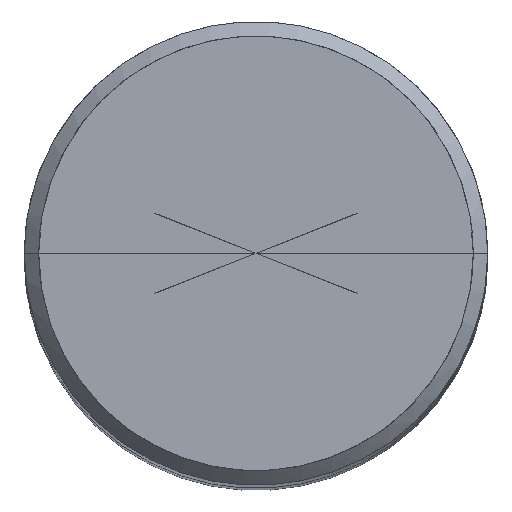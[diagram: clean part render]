
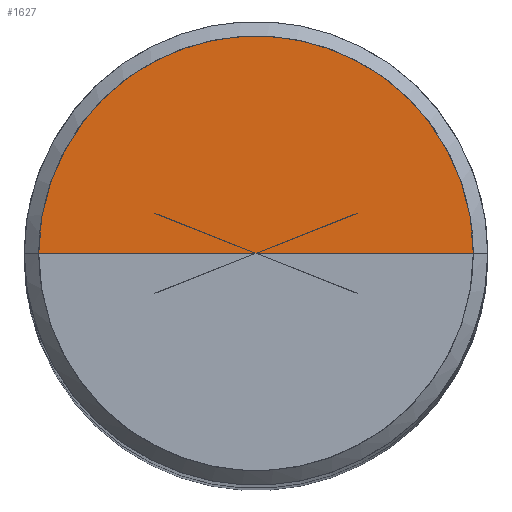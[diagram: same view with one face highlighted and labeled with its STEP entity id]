
A CAD part, top view. The second image highlights one B-rep face of the part: STEP entity #1627.
In plain terms, the highlighted free-form (B-spline) face has degree [1, 2] with [2, 5] control points.
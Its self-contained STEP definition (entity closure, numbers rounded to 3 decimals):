
#1407=CARTESIAN_POINT('',(7.5,0.0,56.0));
#1408=CARTESIAN_POINT('',(7.5,7.5,56.0));
#1409=CARTESIAN_POINT('',(0.0,7.5,56.0));
#1410=CARTESIAN_POINT('',(-7.5,7.5,56.0));
#1411=CARTESIAN_POINT('',(-7.5,0.0,56.0));
#1412=CARTESIAN_POINT('',(0.0,0.0,56.0));
#1612=(
BOUNDED_SURFACE()
B_SPLINE_SURFACE(1,2,(
(#1407,#1408,#1409,#1410,#1411),
(#1412,#1412,#1412,#1412,#1412)
), .UNSPECIFIED.,.F.,.F.,.F.)
B_SPLINE_SURFACE_WITH_KNOTS((2,2),(3,2,3),(
0.0,1.0),(
0.0,0.5,1.0), .UNSPECIFIED.)
GEOMETRIC_REPRESENTATION_ITEM()
RATIONAL_B_SPLINE_SURFACE(((1.0,0.707,1.0,0.707,1.0),
(1.0,0.707,1.0,0.707,1.0)
))
REPRESENTATION_ITEM('')
SURFACE()
);
#1613=(
BOUNDED_CURVE()
B_SPLINE_CURVE(2,(#1411,#1410,#1409,#1408,#1407),.UNSPECIFIED.,.F.,.F.)
B_SPLINE_CURVE_WITH_KNOTS((3,2,3),
(0.0,0.5,1.0),.UNSPECIFIED.)
CURVE()
GEOMETRIC_REPRESENTATION_ITEM()
RATIONAL_B_SPLINE_CURVE((1.0,0.707,1.0,0.707,1.0))
REPRESENTATION_ITEM('')
);
#1614=(
BOUNDED_CURVE()
B_SPLINE_CURVE(1,(#1407,#1412),.UNSPECIFIED.,.F.,.F.)
B_SPLINE_CURVE_WITH_KNOTS((2,2),
(0.0,1.0),.UNSPECIFIED.)
CURVE()
GEOMETRIC_REPRESENTATION_ITEM()
RATIONAL_B_SPLINE_CURVE((1.0,1.0))
REPRESENTATION_ITEM('')
);
#1615=(
BOUNDED_CURVE()
B_SPLINE_CURVE(1,(#1412,#1411),.UNSPECIFIED.,.F.,.F.)
B_SPLINE_CURVE_WITH_KNOTS((2,2),
(0.0,1.0),.UNSPECIFIED.)
CURVE()
GEOMETRIC_REPRESENTATION_ITEM()
RATIONAL_B_SPLINE_CURVE((1.0,1.0))
REPRESENTATION_ITEM('')
);
#1616=VERTEX_POINT('',#1407);
#1617=VERTEX_POINT('',#1411);
#1618=VERTEX_POINT('',#1412);
#1619=EDGE_CURVE('',#1617,#1616,#1613,.T.);
#1620=EDGE_CURVE('',#1616,#1618,#1614,.T.);
#1621=EDGE_CURVE('',#1618,#1617,#1615,.T.);
#1622=ORIENTED_EDGE('',*,*,#1619,.T.);
#1623=ORIENTED_EDGE('',*,*,#1620,.T.);
#1624=ORIENTED_EDGE('',*,*,#1621,.T.);
#1625=EDGE_LOOP('',(#1622,#1623,#1624));
#1626=FACE_OUTER_BOUND('',#1625,.T.);
#1627=ADVANCED_FACE('',(#1626),#1612,.T.);
